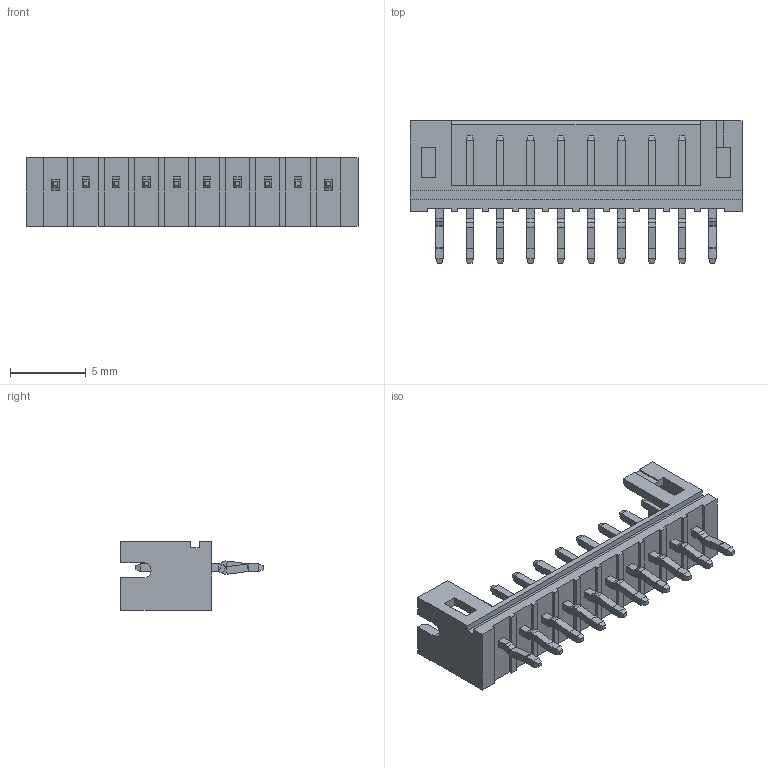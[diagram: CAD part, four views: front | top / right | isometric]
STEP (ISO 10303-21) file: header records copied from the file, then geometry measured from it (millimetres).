
FILE_DESCRIPTION (( 'STEP AP214' ), '1' );
FILE_NAME ('B10B-PH-K-S(LF)(SN).STEP', '2023-12-02T09:51:22', ( '' ), ( '' ), 'SwSTEP 2.0', 'SolidWorks 2021', '' );
FILE_SCHEMA (( 'AUTOMOTIVE_DESIGN' ));
Length unit declared in the file: millimetre
Products named in the file (3): B10B-PH-K-S(LF)(SN); body_10; pin
Assembly tree (11 placements, depth 2):
  B10B-PH-K-S(LF)(SN)
    body_10
    pin  x10
Bounding box: 21.9 x 9.4 x 4.5 mm (x, y, z)
Volume: 234.5 mm3; surface area: 799.7 mm2
Topology: 11 solids, 11 shells, 503 faces, 1122 edges, 640 vertices
Faces by surface type: plane 441, cylinder 62
Entity records: 5170 total; most frequent: CARTESIAN_POINT 893, ORIENTED_EDGE 876, DIRECTION 804, EDGE_CURVE 438, VECTOR 422, LINE 422, VERTEX_POINT 280, AXIS2_PLACEMENT_3D 191
